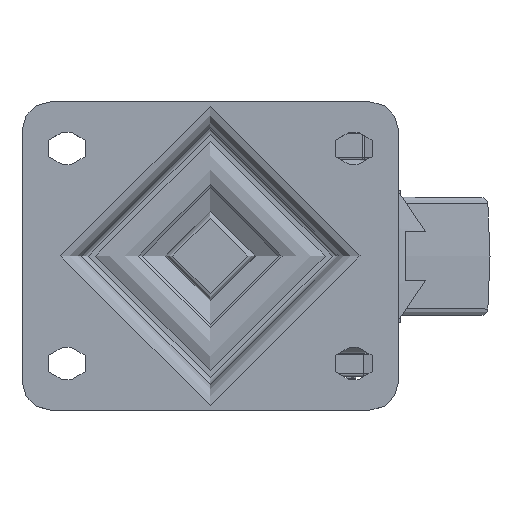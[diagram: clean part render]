
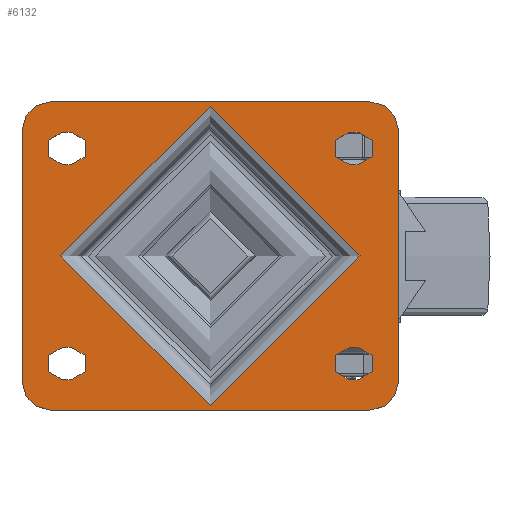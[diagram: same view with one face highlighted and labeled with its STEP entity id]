
A CAD part, top view. The second image highlights one B-rep face of the part: STEP entity #6132.
In plain terms, the highlighted planar face has unit normal (0, 0, 1).
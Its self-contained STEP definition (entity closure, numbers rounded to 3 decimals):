
#396=FACE_BOUND('',#1092,.T.);
#397=FACE_BOUND('',#1093,.T.);
#398=FACE_BOUND('',#1094,.T.);
#399=FACE_BOUND('',#1095,.T.);
#400=FACE_BOUND('',#1096,.T.);
#451=PLANE('',#6708);
#703=FACE_OUTER_BOUND('',#1091,.T.);
#1091=EDGE_LOOP('',(#4298,#4299,#4300,#4301,#4302,#4303,#4304,#4305));
#1092=EDGE_LOOP('',(#4306));
#1093=EDGE_LOOP('',(#4307,#4308,#4309,#4310));
#1094=EDGE_LOOP('',(#4311,#4312,#4313,#4314));
#1095=EDGE_LOOP('',(#4315,#4316,#4317,#4318));
#1096=EDGE_LOOP('',(#4319,#4320,#4321,#4322));
#1546=LINE('',#9153,#2008);
#1548=LINE('',#9156,#2010);
#1549=LINE('',#9157,#2011);
#1550=LINE('',#9158,#2012);
#1551=LINE('',#9159,#2013);
#1552=LINE('',#9160,#2014);
#1553=LINE('',#9161,#2015);
#1554=LINE('',#9162,#2016);
#1555=LINE('',#9163,#2017);
#1556=LINE('',#9164,#2018);
#1557=LINE('',#9165,#2019);
#1558=LINE('',#9166,#2020);
#2008=VECTOR('',#7472,1000.);
#2010=VECTOR('',#7476,1000.);
#2011=VECTOR('',#7477,1000.);
#2012=VECTOR('',#7478,1000.);
#2013=VECTOR('',#7479,1000.);
#2014=VECTOR('',#7480,1000.);
#2015=VECTOR('',#7481,1000.);
#2016=VECTOR('',#7482,1000.);
#2017=VECTOR('',#7483,1000.);
#2018=VECTOR('',#7484,1000.);
#2019=VECTOR('',#7485,1000.);
#2020=VECTOR('',#7486,1000.);
#2451=CIRCLE('',#6646,4.5);
#2452=CIRCLE('',#6648,4.5);
#2455=CIRCLE('',#6652,4.5);
#2456=CIRCLE('',#6654,4.5);
#2459=CIRCLE('',#6658,4.5);
#2460=CIRCLE('',#6660,4.5);
#2463=CIRCLE('',#6664,4.5);
#2464=CIRCLE('',#6666,4.5);
#2466=CIRCLE('',#6669,41.75);
#2479=CIRCLE('',#6689,8.);
#2481=CIRCLE('',#6692,8.);
#2483=CIRCLE('',#6695,8.);
#2485=CIRCLE('',#6698,8.);
#2699=VERTEX_POINT('',#9005);
#2700=VERTEX_POINT('',#9007);
#2701=VERTEX_POINT('',#9011);
#2702=VERTEX_POINT('',#9012);
#2707=VERTEX_POINT('',#9023);
#2708=VERTEX_POINT('',#9025);
#2709=VERTEX_POINT('',#9029);
#2710=VERTEX_POINT('',#9030);
#2715=VERTEX_POINT('',#9041);
#2716=VERTEX_POINT('',#9043);
#2717=VERTEX_POINT('',#9047);
#2718=VERTEX_POINT('',#9048);
#2723=VERTEX_POINT('',#9059);
#2724=VERTEX_POINT('',#9061);
#2725=VERTEX_POINT('',#9065);
#2726=VERTEX_POINT('',#9066);
#2729=VERTEX_POINT('',#9074);
#2738=VERTEX_POINT('',#9106);
#2739=VERTEX_POINT('',#9107);
#2742=VERTEX_POINT('',#9115);
#2743=VERTEX_POINT('',#9116);
#2746=VERTEX_POINT('',#9124);
#2747=VERTEX_POINT('',#9125);
#2750=VERTEX_POINT('',#9133);
#2751=VERTEX_POINT('',#9134);
#3283=EDGE_CURVE('',#2700,#2699,#2451,.T.);
#3285=EDGE_CURVE('',#2701,#2702,#2452,.T.);
#3291=EDGE_CURVE('',#2708,#2707,#2455,.T.);
#3293=EDGE_CURVE('',#2709,#2710,#2456,.T.);
#3299=EDGE_CURVE('',#2716,#2715,#2459,.T.);
#3301=EDGE_CURVE('',#2717,#2718,#2460,.T.);
#3307=EDGE_CURVE('',#2724,#2723,#2463,.T.);
#3309=EDGE_CURVE('',#2725,#2726,#2464,.T.);
#3313=EDGE_CURVE('',#2729,#2729,#2466,.T.);
#3329=EDGE_CURVE('',#2738,#2739,#2479,.T.);
#3333=EDGE_CURVE('',#2742,#2743,#2481,.T.);
#3337=EDGE_CURVE('',#2746,#2747,#2483,.T.);
#3341=EDGE_CURVE('',#2750,#2751,#2485,.T.);
#3350=EDGE_CURVE('',#2751,#2738,#1546,.T.);
#3352=EDGE_CURVE('',#2747,#2750,#1548,.T.);
#3353=EDGE_CURVE('',#2743,#2746,#1549,.T.);
#3354=EDGE_CURVE('',#2739,#2742,#1550,.T.);
#3355=EDGE_CURVE('',#2699,#2701,#1551,.T.);
#3356=EDGE_CURVE('',#2702,#2700,#1552,.T.);
#3357=EDGE_CURVE('',#2707,#2709,#1553,.T.);
#3358=EDGE_CURVE('',#2710,#2708,#1554,.T.);
#3359=EDGE_CURVE('',#2715,#2717,#1555,.T.);
#3360=EDGE_CURVE('',#2718,#2716,#1556,.T.);
#3361=EDGE_CURVE('',#2723,#2725,#1557,.T.);
#3362=EDGE_CURVE('',#2726,#2724,#1558,.T.);
#4298=ORIENTED_EDGE('',*,*,#3341,.F.);
#4299=ORIENTED_EDGE('',*,*,#3352,.F.);
#4300=ORIENTED_EDGE('',*,*,#3337,.F.);
#4301=ORIENTED_EDGE('',*,*,#3353,.F.);
#4302=ORIENTED_EDGE('',*,*,#3333,.F.);
#4303=ORIENTED_EDGE('',*,*,#3354,.F.);
#4304=ORIENTED_EDGE('',*,*,#3329,.F.);
#4305=ORIENTED_EDGE('',*,*,#3350,.F.);
#4306=ORIENTED_EDGE('',*,*,#3313,.F.);
#4307=ORIENTED_EDGE('',*,*,#3355,.T.);
#4308=ORIENTED_EDGE('',*,*,#3285,.T.);
#4309=ORIENTED_EDGE('',*,*,#3356,.T.);
#4310=ORIENTED_EDGE('',*,*,#3283,.T.);
#4311=ORIENTED_EDGE('',*,*,#3357,.T.);
#4312=ORIENTED_EDGE('',*,*,#3293,.T.);
#4313=ORIENTED_EDGE('',*,*,#3358,.T.);
#4314=ORIENTED_EDGE('',*,*,#3291,.T.);
#4315=ORIENTED_EDGE('',*,*,#3359,.T.);
#4316=ORIENTED_EDGE('',*,*,#3301,.T.);
#4317=ORIENTED_EDGE('',*,*,#3360,.T.);
#4318=ORIENTED_EDGE('',*,*,#3299,.T.);
#4319=ORIENTED_EDGE('',*,*,#3361,.T.);
#4320=ORIENTED_EDGE('',*,*,#3309,.T.);
#4321=ORIENTED_EDGE('',*,*,#3362,.T.);
#4322=ORIENTED_EDGE('',*,*,#3307,.T.);
#6132=ADVANCED_FACE('',(#703,#396,#397,#398,#399,#400),#451,.T.);
#6646=AXIS2_PLACEMENT_3D('',#9008,#7321,#7322);
#6648=AXIS2_PLACEMENT_3D('',#9013,#7326,#7327);
#6652=AXIS2_PLACEMENT_3D('',#9026,#7337,#7338);
#6654=AXIS2_PLACEMENT_3D('',#9031,#7342,#7343);
#6658=AXIS2_PLACEMENT_3D('',#9044,#7353,#7354);
#6660=AXIS2_PLACEMENT_3D('',#9049,#7358,#7359);
#6664=AXIS2_PLACEMENT_3D('',#9062,#7369,#7370);
#6666=AXIS2_PLACEMENT_3D('',#9067,#7374,#7375);
#6669=AXIS2_PLACEMENT_3D('',#9075,#7382,#7383);
#6689=AXIS2_PLACEMENT_3D('',#9108,#7425,#7426);
#6692=AXIS2_PLACEMENT_3D('',#9117,#7433,#7434);
#6695=AXIS2_PLACEMENT_3D('',#9126,#7441,#7442);
#6698=AXIS2_PLACEMENT_3D('',#9135,#7449,#7450);
#6708=AXIS2_PLACEMENT_3D('',#9155,#7474,#7475);
#7321=DIRECTION('center_axis',(0.,0.,-1.));
#7322=DIRECTION('ref_axis',(-1.,0.,0.));
#7326=DIRECTION('center_axis',(0.,0.,-1.));
#7327=DIRECTION('ref_axis',(-1.,0.,0.));
#7337=DIRECTION('center_axis',(0.,0.,-1.));
#7338=DIRECTION('ref_axis',(-1.,0.,0.));
#7342=DIRECTION('center_axis',(0.,0.,-1.));
#7343=DIRECTION('ref_axis',(-1.,0.,0.));
#7353=DIRECTION('center_axis',(0.,0.,-1.));
#7354=DIRECTION('ref_axis',(1.,0.,0.));
#7358=DIRECTION('center_axis',(0.,0.,-1.));
#7359=DIRECTION('ref_axis',(1.,0.,0.));
#7369=DIRECTION('center_axis',(0.,0.,-1.));
#7370=DIRECTION('ref_axis',(1.,0.,0.));
#7374=DIRECTION('center_axis',(0.,0.,-1.));
#7375=DIRECTION('ref_axis',(1.,0.,0.));
#7382=DIRECTION('center_axis',(0.,0.,1.));
#7383=DIRECTION('ref_axis',(1.,0.,0.));
#7425=DIRECTION('center_axis',(0.,0.,-1.));
#7426=DIRECTION('ref_axis',(-0.707,0.707,0.));
#7433=DIRECTION('center_axis',(0.,0.,-1.));
#7434=DIRECTION('ref_axis',(0.707,0.707,0.));
#7441=DIRECTION('center_axis',(0.,0.,-1.));
#7442=DIRECTION('ref_axis',(0.707,-0.707,0.));
#7449=DIRECTION('center_axis',(0.,0.,-1.));
#7450=DIRECTION('ref_axis',(-0.707,-0.707,0.));
#7472=DIRECTION('',(0.,1.,0.));
#7474=DIRECTION('center_axis',(0.,0.,1.));
#7475=DIRECTION('ref_axis',(1.,0.,0.));
#7476=DIRECTION('',(-1.,0.,0.));
#7477=DIRECTION('',(0.,-1.,0.));
#7478=DIRECTION('',(1.,0.,0.));
#7479=DIRECTION('',(-1.,0.,0.));
#7480=DIRECTION('',(1.,0.,0.));
#7481=DIRECTION('',(-1.,0.,0.));
#7482=DIRECTION('',(1.,0.,0.));
#7483=DIRECTION('',(1.,0.,0.));
#7484=DIRECTION('',(-1.,0.,0.));
#7485=DIRECTION('',(1.,0.,0.));
#7486=DIRECTION('',(-1.,0.,0.));
#9005=CARTESIAN_POINT('',(41.25,-34.5,0.));
#9007=CARTESIAN_POINT('',(41.25,-25.5,0.));
#9008=CARTESIAN_POINT('Origin',(41.25,-30.,0.));
#9011=CARTESIAN_POINT('',(38.75,-34.5,0.));
#9012=CARTESIAN_POINT('',(38.75,-25.5,0.));
#9013=CARTESIAN_POINT('Origin',(38.75,-30.,0.));
#9023=CARTESIAN_POINT('',(41.25,25.5,0.));
#9025=CARTESIAN_POINT('',(41.25,34.5,0.));
#9026=CARTESIAN_POINT('Origin',(41.25,30.,0.));
#9029=CARTESIAN_POINT('',(38.75,25.5,0.));
#9030=CARTESIAN_POINT('',(38.75,34.5,0.));
#9031=CARTESIAN_POINT('Origin',(38.75,30.,0.));
#9041=CARTESIAN_POINT('',(-41.25,-25.5,0.));
#9043=CARTESIAN_POINT('',(-41.25,-34.5,0.));
#9044=CARTESIAN_POINT('Origin',(-41.25,-30.,0.));
#9047=CARTESIAN_POINT('',(-38.75,-25.5,0.));
#9048=CARTESIAN_POINT('',(-38.75,-34.5,0.));
#9049=CARTESIAN_POINT('Origin',(-38.75,-30.,0.));
#9059=CARTESIAN_POINT('',(-41.25,34.5,0.));
#9061=CARTESIAN_POINT('',(-41.25,25.5,0.));
#9062=CARTESIAN_POINT('Origin',(-41.25,30.,0.));
#9065=CARTESIAN_POINT('',(-38.75,34.5,0.));
#9066=CARTESIAN_POINT('',(-38.75,25.5,0.));
#9067=CARTESIAN_POINT('Origin',(-38.75,30.,0.));
#9074=CARTESIAN_POINT('',(41.75,0.,0.));
#9075=CARTESIAN_POINT('Origin',(0.,0.,0.));
#9106=CARTESIAN_POINT('',(-52.5,35.,0.));
#9107=CARTESIAN_POINT('',(-44.5,43.,0.));
#9108=CARTESIAN_POINT('Origin',(-44.5,35.,0.));
#9115=CARTESIAN_POINT('',(44.5,43.,0.));
#9116=CARTESIAN_POINT('',(52.5,35.,0.));
#9117=CARTESIAN_POINT('Origin',(44.5,35.,0.));
#9124=CARTESIAN_POINT('',(52.5,-35.,0.));
#9125=CARTESIAN_POINT('',(44.5,-43.,0.));
#9126=CARTESIAN_POINT('Origin',(44.5,-35.,0.));
#9133=CARTESIAN_POINT('',(-44.5,-43.,0.));
#9134=CARTESIAN_POINT('',(-52.5,-35.,0.));
#9135=CARTESIAN_POINT('Origin',(-44.5,-35.,0.));
#9153=CARTESIAN_POINT('',(-52.5,-43.,0.));
#9155=CARTESIAN_POINT('Origin',(0.,0.,0.));
#9156=CARTESIAN_POINT('',(52.5,-43.,0.));
#9157=CARTESIAN_POINT('',(52.5,43.,0.));
#9158=CARTESIAN_POINT('',(-52.5,43.,0.));
#9159=CARTESIAN_POINT('',(41.25,-34.5,0.));
#9160=CARTESIAN_POINT('',(41.25,-25.5,0.));
#9161=CARTESIAN_POINT('',(41.25,25.5,0.));
#9162=CARTESIAN_POINT('',(41.25,34.5,0.));
#9163=CARTESIAN_POINT('',(-41.25,-25.5,0.));
#9164=CARTESIAN_POINT('',(-41.25,-34.5,0.));
#9165=CARTESIAN_POINT('',(-41.25,34.5,0.));
#9166=CARTESIAN_POINT('',(-41.25,25.5,0.));
